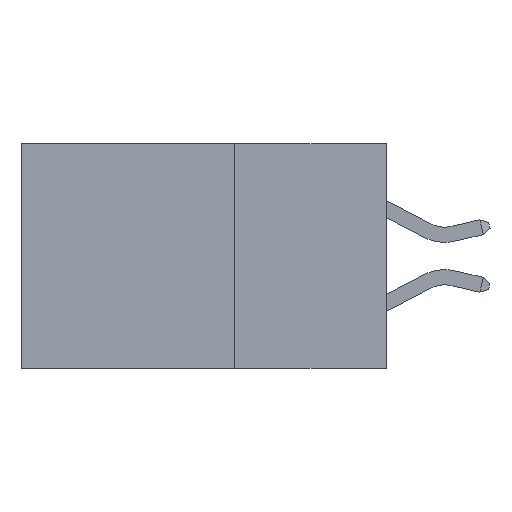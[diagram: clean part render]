
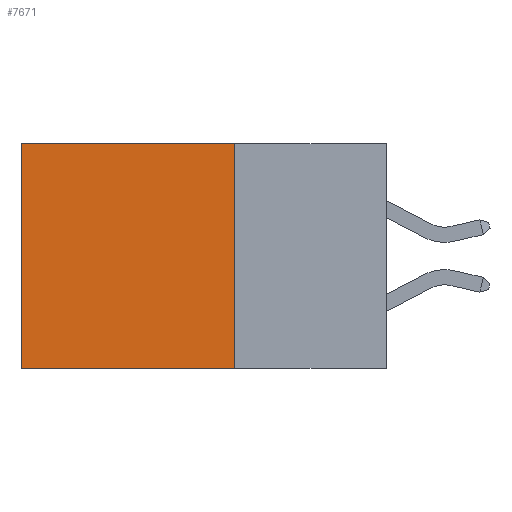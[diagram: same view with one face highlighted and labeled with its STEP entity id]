
A CAD part, left-side view. The second image highlights one B-rep face of the part: STEP entity #7671.
In plain terms, the highlighted planar face has unit normal (-1, 0, 0).
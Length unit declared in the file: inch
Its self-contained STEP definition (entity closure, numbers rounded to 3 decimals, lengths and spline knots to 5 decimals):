
#5 = EDGE_CURVE ( 'NONE', #7785, #8582, #12650, .T. ) ;
#423 = EDGE_CURVE ( 'NONE', #11405, #2264, #12904, .T. ) ;
#1563 = PLANE ( 'NONE',  #11693 ) ;
#1873 = CARTESIAN_POINT ( 'NONE',  ( 0.2615, 0.6, 0. ) ) ;
#2225 = CARTESIAN_POINT ( 'NONE',  ( 0.2615, 0.6, -0.37 ) ) ;
#2264 = VERTEX_POINT ( 'NONE', #11444 ) ;
#2778 = DIRECTION ( 'NONE',  ( 0., 1., 0. ) ) ;
#2978 = CARTESIAN_POINT ( 'NONE',  ( 0.2615, 0.25, -0.37 ) ) ;
#3066 = DIRECTION ( 'NONE',  ( 0., 1., 0. ) ) ;
#3268 = VECTOR ( 'NONE', #2778, 39.37008 ) ;
#4080 = EDGE_CURVE ( 'NONE', #7785, #11405, #8706, .T. ) ;
#4934 = ORIENTED_EDGE ( 'NONE', *, *, #423, .T. ) ;
#5643 = DIRECTION ( 'NONE',  ( 0., 0., -1. ) ) ;
#5974 = CARTESIAN_POINT ( 'NONE',  ( 0.2615, 0.25, 0. ) ) ;
#6230 = CARTESIAN_POINT ( 'NONE',  ( 0.2615, 0.25, -0.37 ) ) ;
#7181 = ORIENTED_EDGE ( 'NONE', *, *, #5, .F. ) ;
#7498 = DIRECTION ( 'NONE',  ( 1., 0., 0. ) ) ;
#7671 = ADVANCED_FACE ( 'NONE', ( #16508 ), #1563, .F. ) ;
#7785 = VERTEX_POINT ( 'NONE', #18473 ) ;
#8582 = VERTEX_POINT ( 'NONE', #2978 ) ;
#8706 = LINE ( 'NONE', #5974, #10633 ) ;
#9599 = EDGE_LOOP ( 'NONE', ( #4934, #18959, #7181, #16872 ) ) ;
#10042 = VECTOR ( 'NONE', #5643, 39.37008 ) ;
#10485 = LINE ( 'NONE', #19016, #3268 ) ;
#10633 = VECTOR ( 'NONE', #3066, 39.37008 ) ;
#11285 = VECTOR ( 'NONE', #12716, 39.37008 ) ;
#11405 = VERTEX_POINT ( 'NONE', #1873 ) ;
#11444 = CARTESIAN_POINT ( 'NONE',  ( 0.2615, 0.6, -0.37 ) ) ;
#11693 = AXIS2_PLACEMENT_3D ( 'NONE', #6230, #7498, #12154 ) ;
#12154 = DIRECTION ( 'NONE',  ( 0., 0., -1. ) ) ;
#12650 = LINE ( 'NONE', #14190, #10042 ) ;
#12716 = DIRECTION ( 'NONE',  ( 0., 0., -1. ) ) ;
#12904 = LINE ( 'NONE', #2225, #11285 ) ;
#14190 = CARTESIAN_POINT ( 'NONE',  ( 0.2615, 0.25, -0.37 ) ) ;
#16508 = FACE_OUTER_BOUND ( 'NONE', #9599, .T. ) ;
#16872 = ORIENTED_EDGE ( 'NONE', *, *, #4080, .T. ) ;
#18272 = EDGE_CURVE ( 'NONE', #8582, #2264, #10485, .T. ) ;
#18473 = CARTESIAN_POINT ( 'NONE',  ( 0.2615, 0.25, 0. ) ) ;
#18959 = ORIENTED_EDGE ( 'NONE', *, *, #18272, .F. ) ;
#19016 = CARTESIAN_POINT ( 'NONE',  ( 0.2615, 0.25, -0.37 ) ) ;
